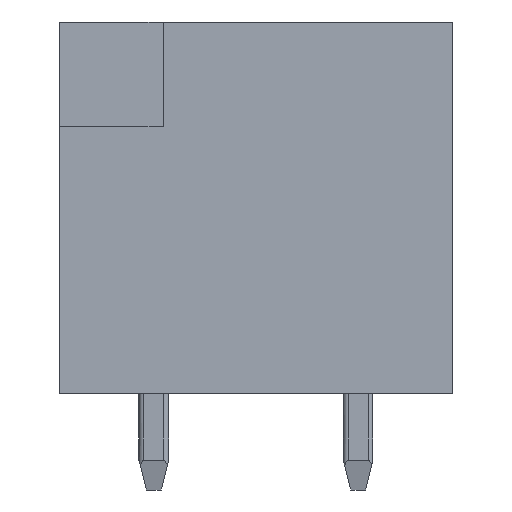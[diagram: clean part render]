
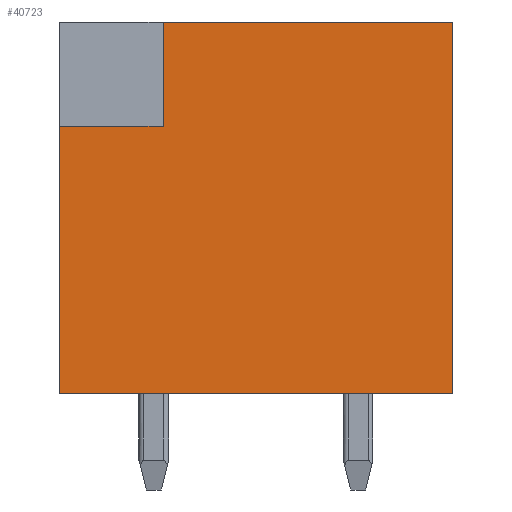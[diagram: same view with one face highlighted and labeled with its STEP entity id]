
A CAD part, left-side view. The second image highlights one B-rep face of the part: STEP entity #40723.
In plain terms, the highlighted planar face has unit normal (-1, 0, 0).
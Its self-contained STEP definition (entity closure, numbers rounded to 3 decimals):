
#9=DIRECTION('',(0.,1.,0.));
#10=VECTOR('',#9,10.6);
#11=CARTESIAN_POINT('',(-52.9,-5.3,-6.3));
#12=LINE('',#11,#10);
#2462=DIRECTION('',(0.,1.,0.));
#2463=VECTOR('',#2462,7.8);
#2464=CARTESIAN_POINT('',(-52.9,-5.3,3.7));
#2465=LINE('',#2464,#2463);
#16010=DIRECTION('',(0.,-1.,0.));
#16011=VECTOR('',#16010,2.8);
#16012=CARTESIAN_POINT('',(-52.9,5.3,0.9));
#16013=LINE('',#16012,#16011);
#16014=DIRECTION('',(0.,0.,-1.));
#16015=VECTOR('',#16014,2.8);
#16016=CARTESIAN_POINT('',(-52.9,2.5,3.7));
#16017=LINE('',#16016,#16015);
#16018=DIRECTION('',(0.,0.,-1.));
#16019=VECTOR('',#16018,10.);
#16020=CARTESIAN_POINT('',(-52.9,-5.3,3.7));
#16021=LINE('',#16020,#16019);
#16026=DIRECTION('',(0.,0.,-1.));
#16027=VECTOR('',#16026,7.2);
#16028=CARTESIAN_POINT('',(-52.9,5.3,0.9));
#16029=LINE('',#16028,#16027);
#20211=CARTESIAN_POINT('',(-52.9,-5.3,-6.3));
#20212=CARTESIAN_POINT('',(-52.9,5.3,-6.3));
#20213=VERTEX_POINT('',#20211);
#20214=VERTEX_POINT('',#20212);
#20215=CARTESIAN_POINT('',(-52.9,-5.3,3.7));
#20216=VERTEX_POINT('',#20215);
#20251=CARTESIAN_POINT('',(-52.9,2.5,0.9));
#20252=VERTEX_POINT('',#20251);
#20255=CARTESIAN_POINT('',(-52.9,5.3,0.9));
#20256=VERTEX_POINT('',#20255);
#20259=CARTESIAN_POINT('',(-52.9,2.5,3.7));
#20260=VERTEX_POINT('',#20259);
#40709=CARTESIAN_POINT('',(-52.9,-5.3,3.7));
#40710=DIRECTION('',(1.,0.,0.));
#40711=DIRECTION('',(0.,1.,0.));
#40712=AXIS2_PLACEMENT_3D('',#40709,#40710,#40711);
#40713=PLANE('',#40712);
#40714=ORIENTED_EDGE('',*,*,#40689,.T.);
#40715=ORIENTED_EDGE('',*,*,#40704,.F.);
#40716=ORIENTED_EDGE('',*,*,#22188,.F.);
#40717=ORIENTED_EDGE('',*,*,#20268,.T.);
#40718=ORIENTED_EDGE('',*,*,#20284,.T.);
#40720=ORIENTED_EDGE('',*,*,#40719,.F.);
#40721=EDGE_LOOP('',(#40714,#40715,#40716,#40717,#40718,#40720));
#40722=FACE_OUTER_BOUND('',#40721,.F.);
#40723=ADVANCED_FACE('',(#40722),#40713,.F.);
#20268=EDGE_CURVE('',#20216,#20213,#16021,.T.);
#20284=EDGE_CURVE('',#20213,#20214,#12,.T.);
#22188=EDGE_CURVE('',#20216,#20260,#2465,.T.);
#40689=EDGE_CURVE('',#20256,#20252,#16013,.T.);
#40704=EDGE_CURVE('',#20260,#20252,#16017,.T.);
#40719=EDGE_CURVE('',#20256,#20214,#16029,.T.);
